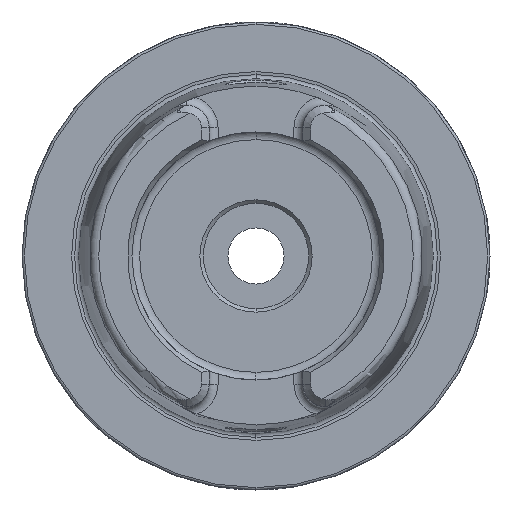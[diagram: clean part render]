
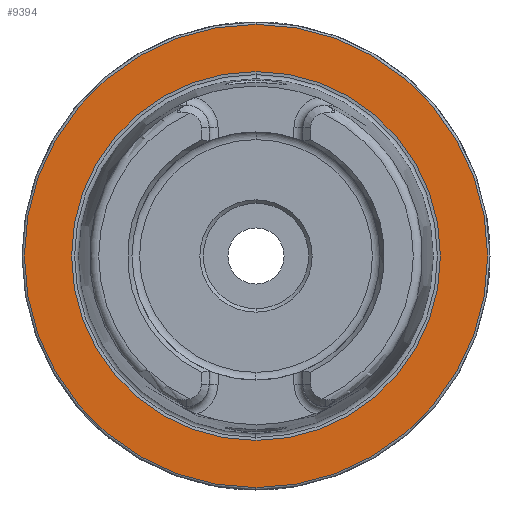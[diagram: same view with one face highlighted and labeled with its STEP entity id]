
A CAD part, left-side view. The second image highlights one B-rep face of the part: STEP entity #9394.
In plain terms, the highlighted planar face has unit normal (-1, 0, 0).
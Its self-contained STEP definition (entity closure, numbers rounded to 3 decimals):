
#832 = DIRECTION ( 'NONE',  ( 0., 0., -1. ) ) ;
#1059 = ORIENTED_EDGE ( 'NONE', *, *, #1317, .F. ) ;
#1317 = EDGE_CURVE ( 'NONE', #8737, #9236, #1766, .T. ) ;
#1495 = FACE_OUTER_BOUND ( 'NONE', #8933, .T. ) ;
#1522 = CARTESIAN_POINT ( 'NONE',  ( 0., 0., 0. ) ) ;
#1665 = VERTEX_POINT ( 'NONE', #3514 ) ;
#1766 = CIRCLE ( 'NONE', #2238, 39.405 ) ;
#1949 = CARTESIAN_POINT ( 'NONE',  ( 0., 0., 0. ) ) ;
#2133 = CARTESIAN_POINT ( 'NONE',  ( 0., 0., 0. ) ) ;
#2238 = AXIS2_PLACEMENT_3D ( 'NONE', #2133, #7439, #2904 ) ;
#2240 = ORIENTED_EDGE ( 'NONE', *, *, #9613, .F. ) ;
#2290 = DIRECTION ( 'NONE',  ( 0., 0., 1. ) ) ;
#2710 = DIRECTION ( 'NONE',  ( 0., 0., 1. ) ) ;
#2904 = DIRECTION ( 'NONE',  ( 0., 0., 1. ) ) ;
#3175 = AXIS2_PLACEMENT_3D ( 'NONE', #1522, #6836, #2290 ) ;
#3441 = AXIS2_PLACEMENT_3D ( 'NONE', #8230, #3699, #8974 ) ;
#3451 = ORIENTED_EDGE ( 'NONE', *, *, #4604, .T. ) ;
#3514 = CARTESIAN_POINT ( 'NONE',  ( 0., 0., 49.5 ) ) ;
#3699 = DIRECTION ( 'NONE',  ( -1., 0., 0. ) ) ;
#3717 = CIRCLE ( 'NONE', #3175, 49.5 ) ;
#3843 = VERTEX_POINT ( 'NONE', #7564 ) ;
#3870 = CARTESIAN_POINT ( 'NONE',  ( 0., 49.5, 0. ) ) ;
#4235 = CIRCLE ( 'NONE', #7124, 39.405 ) ;
#4604 = EDGE_CURVE ( 'NONE', #1665, #3843, #3717, .T. ) ;
#5382 = PLANE ( 'NONE',  #7512 ) ;
#6024 = CIRCLE ( 'NONE', #3441, 49.5 ) ;
#6204 = EDGE_LOOP ( 'NONE', ( #1059, #2240 ) ) ;
#6249 = FACE_BOUND ( 'NONE', #6204, .T. ) ;
#6836 = DIRECTION ( 'NONE',  ( -1., 0., 0. ) ) ;
#7124 = AXIS2_PLACEMENT_3D ( 'NONE', #1949, #7247, #2710 ) ;
#7247 = DIRECTION ( 'NONE',  ( -1., 0., 0. ) ) ;
#7439 = DIRECTION ( 'NONE',  ( -1., 0., 0. ) ) ;
#7512 = AXIS2_PLACEMENT_3D ( 'NONE', #3870, #7631, #832 ) ;
#7564 = CARTESIAN_POINT ( 'NONE',  ( 0., 0., -49.5 ) ) ;
#7631 = DIRECTION ( 'NONE',  ( 1., 0., 0. ) ) ;
#8061 = CARTESIAN_POINT ( 'NONE',  ( 0., 0., -39.405 ) ) ;
#8230 = CARTESIAN_POINT ( 'NONE',  ( 0., 0., 0. ) ) ;
#8617 = CARTESIAN_POINT ( 'NONE',  ( 0., 0., 39.405 ) ) ;
#8737 = VERTEX_POINT ( 'NONE', #8617 ) ;
#8887 = ORIENTED_EDGE ( 'NONE', *, *, #9289, .T. ) ;
#8933 = EDGE_LOOP ( 'NONE', ( #3451, #8887 ) ) ;
#8974 = DIRECTION ( 'NONE',  ( 0., 0., 1. ) ) ;
#9236 = VERTEX_POINT ( 'NONE', #8061 ) ;
#9289 = EDGE_CURVE ( 'NONE', #3843, #1665, #6024, .T. ) ;
#9394 = ADVANCED_FACE ( 'NONE', ( #6249, #1495 ), #5382, .F. ) ;
#9613 = EDGE_CURVE ( 'NONE', #9236, #8737, #4235, .T. ) ;
